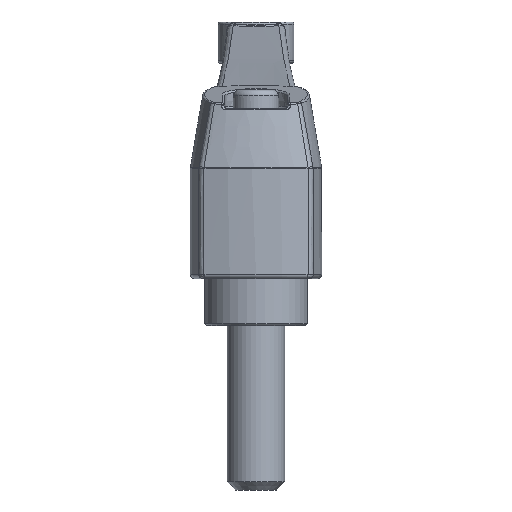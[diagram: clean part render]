
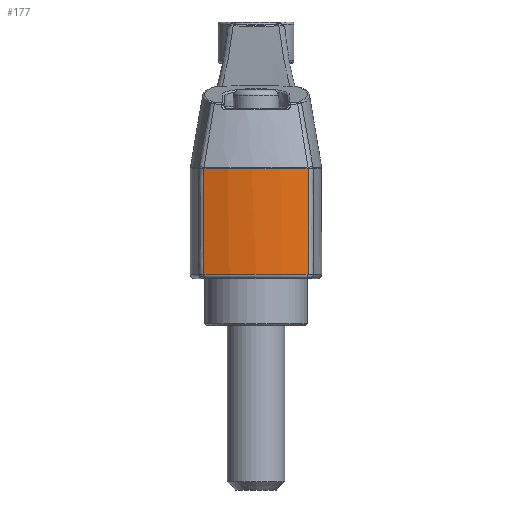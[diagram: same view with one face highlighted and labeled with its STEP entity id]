
A CAD part, left-side view. The second image highlights one B-rep face of the part: STEP entity #177.
In plain terms, the highlighted cylindrical face has radius 39.985 mm (diameter 79.97 mm), a partial arc.
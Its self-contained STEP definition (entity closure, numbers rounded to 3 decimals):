
#177 = ADVANCED_FACE( '', ( #479 ), #480, .T. );
#479 = FACE_OUTER_BOUND( '', #1230, .T. );
#480 = CYLINDRICAL_SURFACE( '', #1231, 39.985 );
#1230 = EDGE_LOOP( '', ( #12023, #12024, #12025, #12026 ) );
#1231 = AXIS2_PLACEMENT_3D( '', #12027, #12028, #12029 );
#12023 = ORIENTED_EDGE( '', *, *, #12927, .T. );
#12024 = ORIENTED_EDGE( '', *, *, #12938, .T. );
#12025 = ORIENTED_EDGE( '', *, *, #12945, .T. );
#12026 = ORIENTED_EDGE( '', *, *, #12946, .T. );
#12027 = CARTESIAN_POINT( '', ( 23.985, 0., 0. ) );
#12028 = DIRECTION( '', ( 0., 0., 1. ) );
#12029 = DIRECTION( '', ( -1., 0., 0. ) );
#12927 = EDGE_CURVE( '', #13380, #13378, #13381, .T. );
#12938 = EDGE_CURVE( '', #13378, #13397, #13399, .F. );
#12945 = EDGE_CURVE( '', #13397, #13410, #13411, .T. );
#12946 = EDGE_CURVE( '', #13410, #13380, #13412, .T. );
#13378 = VERTEX_POINT( '', #14189 );
#13380 = VERTEX_POINT( '', #14200 );
#13381 = B_SPLINE_CURVE_WITH_KNOTS( '', 3, ( #14201, #14202, #14203, #14204 ), .UNSPECIFIED., .F., .F., ( 4, 4 ), ( 0.006, 0.963 ), .UNSPECIFIED. );
#13397 = VERTEX_POINT( '', #14271 );
#13399 = CIRCLE( '', #14278, 39.985 );
#13410 = VERTEX_POINT( '', #14404 );
#13411 = B_SPLINE_CURVE_WITH_KNOTS( '', 3, ( #14405, #14406, #14407, #14408 ), .UNSPECIFIED., .F., .F., ( 4, 4 ), ( 0.037, 0.994 ), .UNSPECIFIED. );
#13412 = B_SPLINE_CURVE_WITH_KNOTS( '', 3, ( #14409, #14410, #14411, #14412, #14413, #14414, #14415, #14416, #14417, #14418, #14419, #14420, #14421, #14422, #14423, #14424, #14425, #14426, #14427, #14428, #14429, #14430, #14431, #14432, #14433, #14434, #14435, #14436, #14437, #14438, #14439, #14440, #14441, #14442, #14443, #14444, #14445, #14446, #14447, #14448 ), .UNSPECIFIED., .F., .F., ( 4, 1, 2, 2, 2, 2, 2, 2, 2, 2, 2, 2, 2, 2, 2, 1, 2, 2, 2, 2, 4 ), ( 0., 0.001, 0.002, 0.003, 0.005, 0.006, 0.007, 0.008, 0.01, 0.011, 0.013, 0.014, 0.016, 0.018, 0.018, 0.019, 0.021, 0.022, 0.022, 0.024, 0.026 ), .UNSPECIFIED. );
#14189 = CARTESIAN_POINT( '', ( -13.938, 12.675, 1. ) );
#14200 = CARTESIAN_POINT( '', ( -13.938, 12.675, 26.844 ) );
#14201 = CARTESIAN_POINT( '', ( -13.938, 12.675, 26.844 ) );
#14202 = CARTESIAN_POINT( '', ( -13.938, 12.675, 18.23 ) );
#14203 = CARTESIAN_POINT( '', ( -13.938, 12.675, 9.615 ) );
#14204 = CARTESIAN_POINT( '', ( -13.938, 12.675, 1. ) );
#14271 = CARTESIAN_POINT( '', ( -13.938, -12.675, 1. ) );
#14278 = AXIS2_PLACEMENT_3D( '', #18723, #18724, #18725 );
#14404 = CARTESIAN_POINT( '', ( -13.938, -12.675, 26.844 ) );
#14405 = CARTESIAN_POINT( '', ( -13.938, -12.675, 1. ) );
#14406 = CARTESIAN_POINT( '', ( -13.938, -12.675, 9.615 ) );
#14407 = CARTESIAN_POINT( '', ( -13.938, -12.675, 18.23 ) );
#14408 = CARTESIAN_POINT( '', ( -13.938, -12.675, 26.844 ) );
#14409 = CARTESIAN_POINT( '', ( -13.938, -12.675, 26.844 ) );
#14410 = CARTESIAN_POINT( '', ( -14.024, -12.418, 26.845 ) );
#14411 = CARTESIAN_POINT( '', ( -14.19, -11.903, 26.847 ) );
#14412 = CARTESIAN_POINT( '', ( -14.346, -11.386, 26.848 ) );
#14413 = CARTESIAN_POINT( '', ( -14.571, -10.61, 26.851 ) );
#14414 = CARTESIAN_POINT( '', ( -14.71, -10.09, 26.852 ) );
#14415 = CARTESIAN_POINT( '', ( -14.967, -9.048, 26.855 ) );
#14416 = CARTESIAN_POINT( '', ( -15.084, -8.525, 26.856 ) );
#14417 = CARTESIAN_POINT( '', ( -15.299, -7.475, 26.859 ) );
#14418 = CARTESIAN_POINT( '', ( -15.395, -6.949, 26.86 ) );
#14419 = CARTESIAN_POINT( '', ( -15.524, -6.157, 26.861 ) );
#14420 = CARTESIAN_POINT( '', ( -15.564, -5.892, 26.861 ) );
#14421 = CARTESIAN_POINT( '', ( -15.64, -5.362, 26.862 ) );
#14422 = CARTESIAN_POINT( '', ( -15.675, -5.097, 26.863 ) );
#14423 = CARTESIAN_POINT( '', ( -15.772, -4.3, 26.864 ) );
#14424 = CARTESIAN_POINT( '', ( -15.826, -3.766, 26.864 ) );
#14425 = CARTESIAN_POINT( '', ( -15.913, -2.696, 26.865 ) );
#14426 = CARTESIAN_POINT( '', ( -15.945, -2.16, 26.865 ) );
#14427 = CARTESIAN_POINT( '', ( -15.989, -1.082, 26.866 ) );
#14428 = CARTESIAN_POINT( '', ( -16., -0.542, 26.866 ) );
#14429 = CARTESIAN_POINT( '', ( -16., 0.542, 26.866 ) );
#14430 = CARTESIAN_POINT( '', ( -15.989, 1.082, 26.866 ) );
#14431 = CARTESIAN_POINT( '', ( -15.945, 2.16, 26.865 ) );
#14432 = CARTESIAN_POINT( '', ( -15.913, 2.696, 26.865 ) );
#14433 = CARTESIAN_POINT( '', ( -15.826, 3.766, 26.864 ) );
#14434 = CARTESIAN_POINT( '', ( -15.772, 4.3, 26.864 ) );
#14435 = CARTESIAN_POINT( '', ( -15.675, 5.097, 26.862 ) );
#14436 = CARTESIAN_POINT( '', ( -15.64, 5.362, 26.862 ) );
#14437 = CARTESIAN_POINT( '', ( -15.564, 5.892, 26.861 ) );
#14438 = CARTESIAN_POINT( '', ( -15.443, 6.686, 26.86 ) );
#14439 = CARTESIAN_POINT( '', ( -15.299, 7.475, 26.858 ) );
#14440 = CARTESIAN_POINT( '', ( -15.138, 8.262, 26.857 ) );
#14441 = CARTESIAN_POINT( '', ( -15.082, 8.524, 26.856 ) );
#14442 = CARTESIAN_POINT( '', ( -14.964, 9.047, 26.855 ) );
#14443 = CARTESIAN_POINT( '', ( -14.902, 9.308, 26.854 ) );
#14444 = CARTESIAN_POINT( '', ( -14.71, 10.09, 26.852 ) );
#14445 = CARTESIAN_POINT( '', ( -14.571, 10.61, 26.851 ) );
#14446 = CARTESIAN_POINT( '', ( -14.271, 11.645, 26.848 ) );
#14447 = CARTESIAN_POINT( '', ( -14.11, 12.161, 26.846 ) );
#14448 = CARTESIAN_POINT( '', ( -13.938, 12.675, 26.844 ) );
#18723 = CARTESIAN_POINT( '', ( 23.985, 0., 1. ) );
#18724 = DIRECTION( '', ( 0., 0., -1. ) );
#18725 = DIRECTION( '', ( -1., 0., 0. ) );
